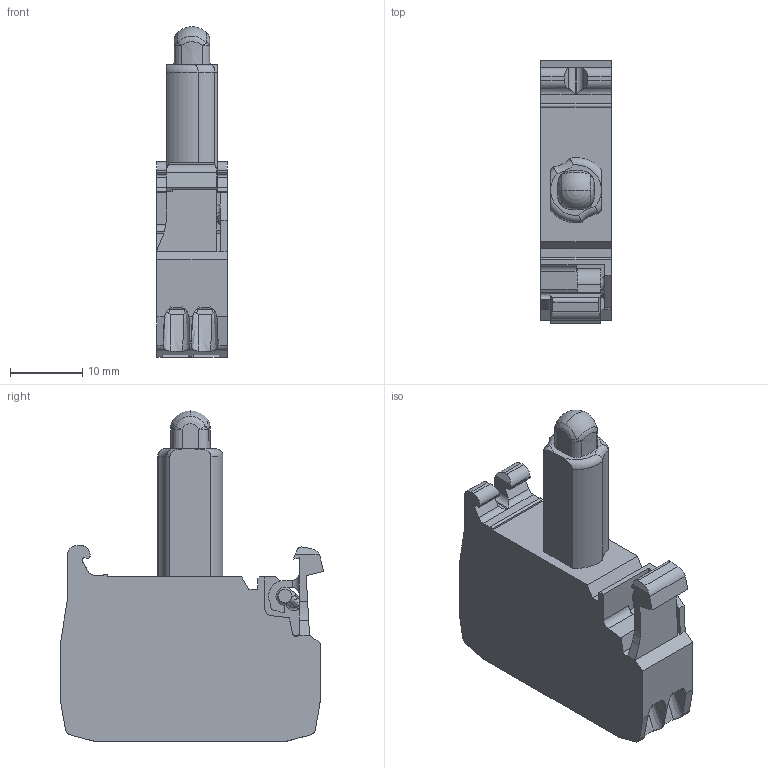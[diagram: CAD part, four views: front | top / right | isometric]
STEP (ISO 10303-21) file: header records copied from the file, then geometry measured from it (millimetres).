
FILE_DESCRIPTION((''),'2;1');
FILE_NAME('10000167053','2013-01-31T',('jqtang'),('Rockwell Automation'),'PRO/ENGINEER BY PARAMETRIC TECHNOLOGY CORPORATION, 2010140','PRO/ENGINEER BY PARAMETRIC TECHNOLOGY CORPORATION, 2010140','');
FILE_SCHEMA(('CONFIG_CONTROL_DESIGN'));
Length unit declared in the file: millimetre
Products named in the file (1): 10000167053
Bounding box: 9.8 x 36.45 x 45.77 mm (x, y, z)
Volume: 8133.8 mm3; surface area: 4144.2 mm2
Topology: 1 solids, 1 shells, 247 faces, 703 edges, 459 vertices
Faces by surface type: plane 130, cylinder 46, bspline 36, cone 25, torus 8, sphere 2
Entity records: 10166 total; most frequent: CARTESIAN_POINT 4153, ORIENTED_EDGE 1402, DIRECTION 1028, EDGE_CURVE 701, VERTEX_POINT 459, VECTOR 392, LINE 392, AXIS2_PLACEMENT_3D 318
